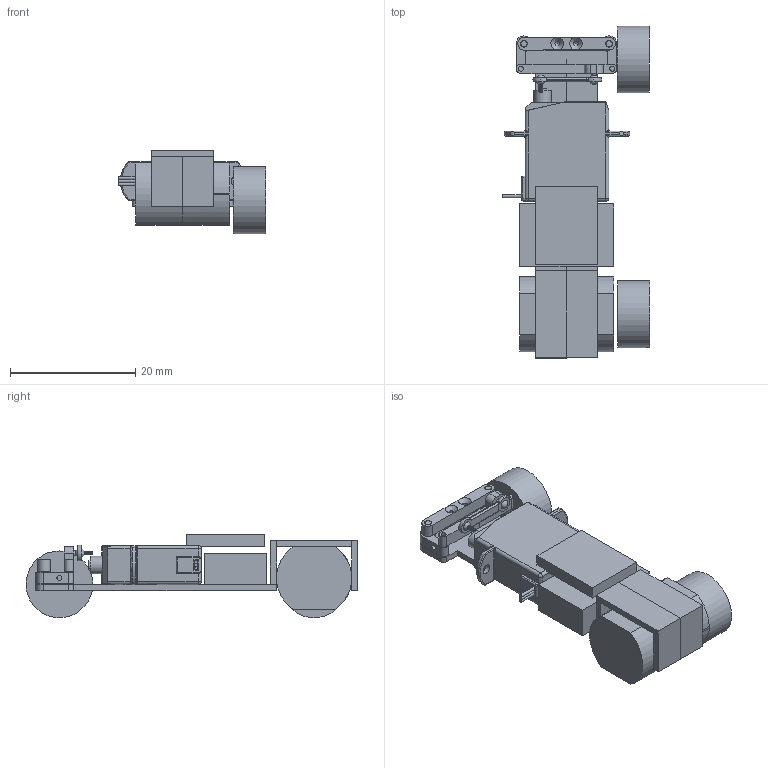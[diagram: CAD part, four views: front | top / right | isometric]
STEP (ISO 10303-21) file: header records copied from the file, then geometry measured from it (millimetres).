
FILE_DESCRIPTION(/* description */ (''),/* implementation_level */ '2;1');
FILE_NAME(/* name */ 'rc hot wheels take two.step',/* time_stamp */ '2025-12-02T18:34:51-05:00',/* author */ (''),/* organization */ (''),/* preprocessor_version */ 'ST-DEVELOPER v20.1',/* originating_system */ 'Autodesk Translation Framework v14.21.0.0',/* authorisation */ '');
FILE_SCHEMA (('AUTOMOTIVE_DESIGN { 1 0 10303 214 3 1 1 }'));
Length unit declared in the file: millimetre
Products named in the file (2): rc hot wheels take two; 1.7g servo
Assembly tree (1 placements, depth 2):
  rc hot wheels take two
    1.7g servo
Bounding box: 23.47 x 52.98 x 13.33 mm (x, y, z)
Volume: 5685.2 mm3; surface area: 5634.9 mm2
Topology: 18 solids, 18 shells, 323 faces, 793 edges, 493 vertices
Faces by surface type: plane 158, cylinder 124, sphere 12, bspline 12, torus 12, cone 5
Full cylindrical faces by diameter (mm): 0.404 x4, 0.5 x4, 0.588 x5, 0.769 x8, 0.795 x2, 1 x5, 1.1 x4, 1.4 x1, 1.5 x2, 2.8 x1, 10.668 x2
Entity records: 11212 total; most frequent: CARTESIAN_POINT 3620, ORIENTED_EDGE 1538, DIRECTION 1518, EDGE_CURVE 769, AXIS2_PLACEMENT_3D 538, VERTEX_POINT 493, LINE 442, VECTOR 442
